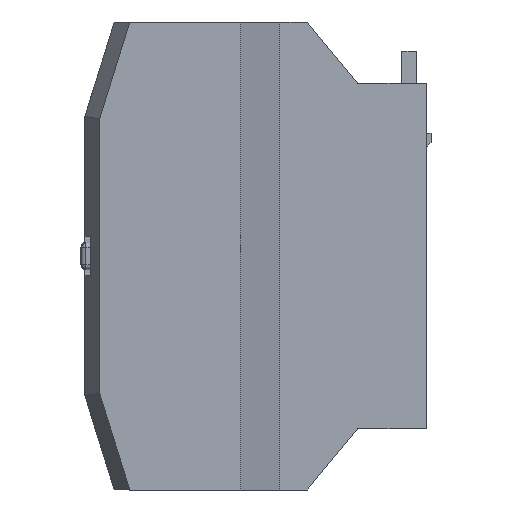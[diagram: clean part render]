
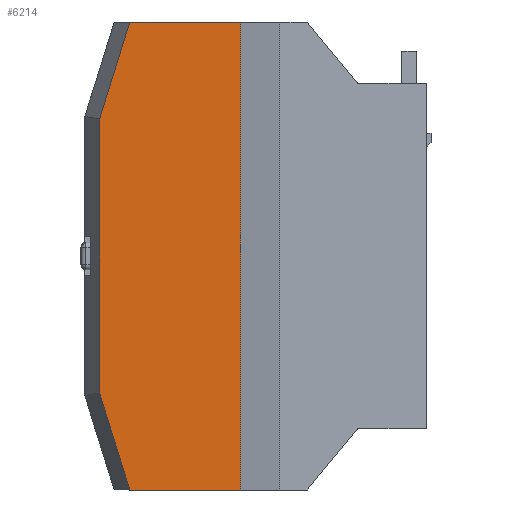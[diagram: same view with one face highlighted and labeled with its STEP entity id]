
A CAD part, left-side view. The second image highlights one B-rep face of the part: STEP entity #6214.
In plain terms, the highlighted planar face has unit normal (-1, 0, 0).
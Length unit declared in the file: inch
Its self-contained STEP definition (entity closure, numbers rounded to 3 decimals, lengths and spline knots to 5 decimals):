
#340 = VERTEX_POINT ( 'NONE', #10326 ) ;
#375 = LINE ( 'NONE', #9818, #7110 ) ;
#492 = CARTESIAN_POINT ( 'NONE',  ( -0.45374, 0.65748, -0.94488 ) ) ;
#649 = DIRECTION ( 'NONE',  ( 0., -0.295, -0.955 ) ) ;
#695 = EDGE_CURVE ( 'NONE', #1846, #2442, #375, .T. ) ;
#1461 = ORIENTED_EDGE ( 'NONE', *, *, #695, .T. ) ;
#1539 = PLANE ( 'NONE',  #5639 ) ;
#1646 = VECTOR ( 'NONE', #9129, 39.37008 ) ;
#1817 = CARTESIAN_POINT ( 'NONE',  ( -0.45374, 1.10649, -0.94488 ) ) ;
#1846 = VERTEX_POINT ( 'NONE', #5286 ) ;
#1887 = DIRECTION ( 'NONE',  ( 0., 1., 0. ) ) ;
#1896 = VERTEX_POINT ( 'NONE', #10468 ) ;
#2100 = DIRECTION ( 'NONE',  ( 0., 0., -1. ) ) ;
#2210 = EDGE_CURVE ( 'NONE', #3179, #1846, #4635, .T. ) ;
#2294 = VECTOR ( 'NONE', #2100, 39.37008 ) ;
#2442 = VERTEX_POINT ( 'NONE', #1817 ) ;
#2457 = EDGE_CURVE ( 'NONE', #8258, #3179, #9046, .T. ) ;
#2656 = VECTOR ( 'NONE', #9555, 39.37008 ) ;
#2868 = CARTESIAN_POINT ( 'NONE',  ( -0.45374, 0.65748, -0.94488 ) ) ;
#3052 = ORIENTED_EDGE ( 'NONE', *, *, #2457, .T. ) ;
#3179 = VERTEX_POINT ( 'NONE', #5264 ) ;
#3377 = CARTESIAN_POINT ( 'NONE',  ( -0.45374, 0.65748, 0.94488 ) ) ;
#3422 = EDGE_CURVE ( 'NONE', #340, #8258, #5795, .T. ) ;
#3557 = CARTESIAN_POINT ( 'NONE',  ( -0.45374, 1.10649, 0.94488 ) ) ;
#3744 = ORIENTED_EDGE ( 'NONE', *, *, #3422, .T. ) ;
#4561 = VECTOR ( 'NONE', #1887, 39.37008 ) ;
#4635 = LINE ( 'NONE', #5442, #2294 ) ;
#4750 = ORIENTED_EDGE ( 'NONE', *, *, #5092, .F. ) ;
#5092 = EDGE_CURVE ( 'NONE', #1896, #2442, #5282, .T. ) ;
#5264 = CARTESIAN_POINT ( 'NONE',  ( -0.45374, 1.2274, 0.55393 ) ) ;
#5282 = LINE ( 'NONE', #2868, #4561 ) ;
#5286 = CARTESIAN_POINT ( 'NONE',  ( -0.45374, 1.2274, -0.55393 ) ) ;
#5442 = CARTESIAN_POINT ( 'NONE',  ( -0.45374, 1.2274, -0.56299 ) ) ;
#5631 = DIRECTION ( 'NONE',  ( 0., 1., 0. ) ) ;
#5639 = AXIS2_PLACEMENT_3D ( 'NONE', #5731, #8971, #5631 ) ;
#5731 = CARTESIAN_POINT ( 'NONE',  ( -0.45374, 0.65748, -0.94488 ) ) ;
#5795 = LINE ( 'NONE', #3377, #1646 ) ;
#6150 = LINE ( 'NONE', #492, #2656 ) ;
#6214 = ADVANCED_FACE ( 'NONE', ( #8922 ), #1539, .F. ) ;
#7110 = VECTOR ( 'NONE', #649, 39.37008 ) ;
#7147 = VECTOR ( 'NONE', #8232, 39.37008 ) ;
#7424 = CARTESIAN_POINT ( 'NONE',  ( -0.45374, 1.23008, 0.54526 ) ) ;
#7683 = ORIENTED_EDGE ( 'NONE', *, *, #8005, .T. ) ;
#7766 = EDGE_LOOP ( 'NONE', ( #8101, #1461, #4750, #7683, #3744, #3052 ) ) ;
#8005 = EDGE_CURVE ( 'NONE', #1896, #340, #6150, .T. ) ;
#8101 = ORIENTED_EDGE ( 'NONE', *, *, #2210, .T. ) ;
#8232 = DIRECTION ( 'NONE',  ( 0., 0.295, -0.955 ) ) ;
#8258 = VERTEX_POINT ( 'NONE', #3557 ) ;
#8922 = FACE_OUTER_BOUND ( 'NONE', #7766, .T. ) ;
#8971 = DIRECTION ( 'NONE',  ( 1., 0., 0. ) ) ;
#9046 = LINE ( 'NONE', #7424, #7147 ) ;
#9129 = DIRECTION ( 'NONE',  ( 0., 1., 0. ) ) ;
#9555 = DIRECTION ( 'NONE',  ( 0., 0., 1. ) ) ;
#9818 = CARTESIAN_POINT ( 'NONE',  ( -0.45374, 1.11197, -0.92715 ) ) ;
#10326 = CARTESIAN_POINT ( 'NONE',  ( -0.45374, 0.65748, 0.94488 ) ) ;
#10468 = CARTESIAN_POINT ( 'NONE',  ( -0.45374, 0.65748, -0.94488 ) ) ;
